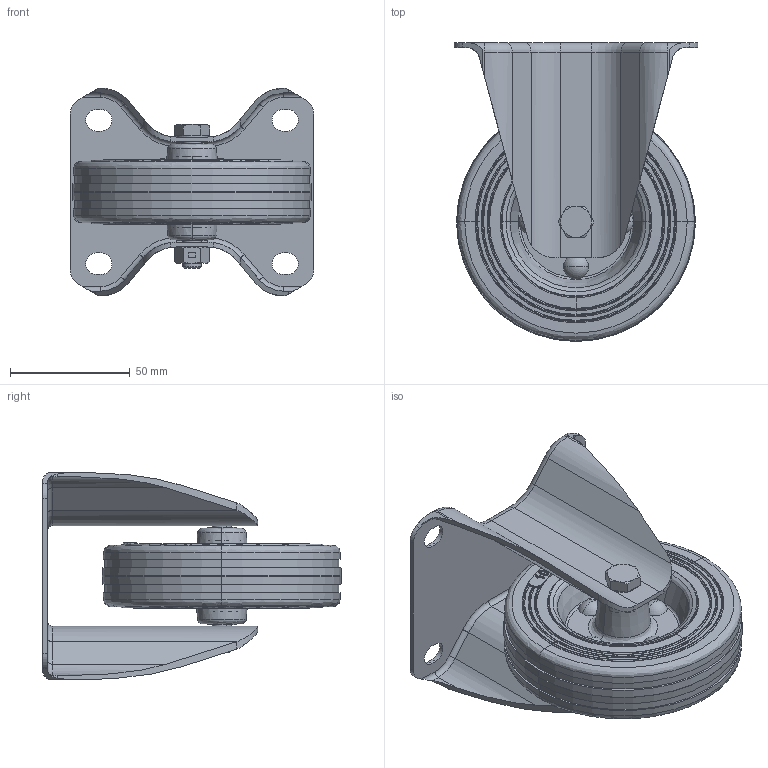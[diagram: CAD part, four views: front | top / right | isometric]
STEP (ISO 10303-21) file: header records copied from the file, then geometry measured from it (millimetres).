
FILE_DESCRIPTION (( 'STEP AP214' ), '1' );
FILE_NAME ('0029272WI_B-IS-SGS-100-R.STEP', '2017-05-05T10:05:39', ( '' ), ( '' ), 'SwSTEP 2.0', 'SolidWorks 2016', '' );
FILE_SCHEMA (( 'AUTOMOTIVE_DESIGN' ));
Length unit declared in the file: millimetre
Products named in the file (1): 0029272WI_B-IS-SGS-100-R
Bounding box: 102 x 125 x 87 mm (x, y, z)
Volume: 197695.1 mm3; surface area: 94240.5 mm2
Topology: 21 solids, 21 shells, 559 faces, 1311 edges, 792 vertices
Faces by surface type: plane 152, cylinder 145, bspline 121, cone 99, torus 42
Entity records: 22966 total; most frequent: CARTESIAN_POINT 6970, ORIENTED_EDGE 2582, DIRECTION 2511, EDGE_CURVE 1291, AXIS2_PLACEMENT_3D 993, VERTEX_POINT 792, EDGE_LOOP 627, FACE_OUTER_BOUND 559
